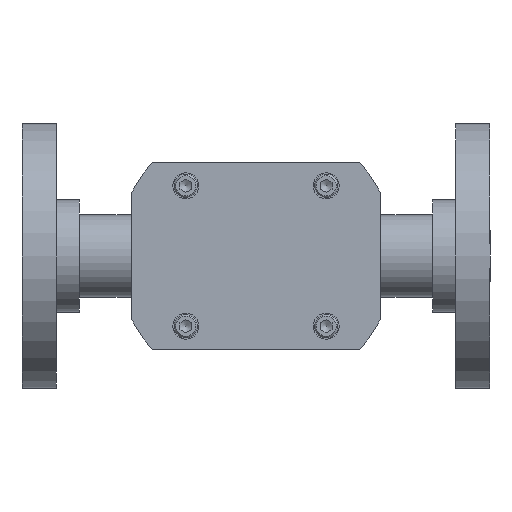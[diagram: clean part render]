
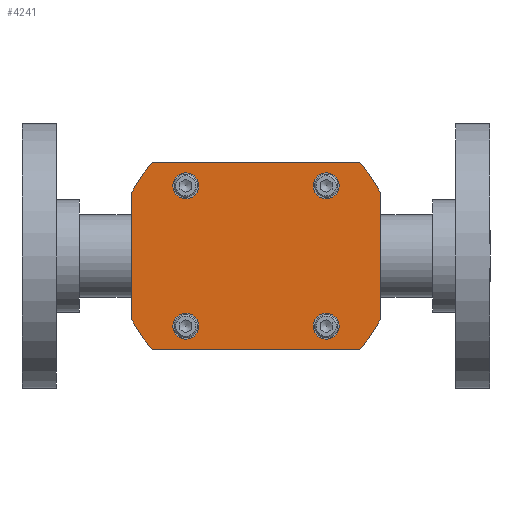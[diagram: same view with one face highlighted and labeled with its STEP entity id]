
A CAD part, front view. The second image highlights one B-rep face of the part: STEP entity #4241.
In plain terms, the highlighted planar face has unit normal (0, -1, 0).
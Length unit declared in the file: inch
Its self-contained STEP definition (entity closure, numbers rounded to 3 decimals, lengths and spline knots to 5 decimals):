
#3759=CARTESIAN_POINT('',(-2.0,0.,-1.00431));
#3760=VERTEX_POINT('',#3759);
#3767=CARTESIAN_POINT('',(-2.0,0.,1.00431));
#3768=VERTEX_POINT('',#3767);
#3769=CARTESIAN_POINT('',(-2.0,0.,1.00431));
#3770=DIRECTION('',(0.0,0.0,-1.0));
#3771=VECTOR('',#3770,2.00863);
#3772=LINE('',#3769,#3771);
#3773=EDGE_CURVE('',#3768,#3760,#3772,.T.);
#3829=CARTESIAN_POINT('',(2.0,0.,1.00431));
#3830=VERTEX_POINT('',#3829);
#3837=CARTESIAN_POINT('',(2.0,0.,-1.00431));
#3838=VERTEX_POINT('',#3837);
#3839=CARTESIAN_POINT('',(2.0,0.,-1.00431));
#3840=DIRECTION('',(0.0,0.0,1.0));
#3841=VECTOR('',#3840,2.00863);
#3842=LINE('',#3839,#3841);
#3843=EDGE_CURVE('',#3838,#3830,#3842,.T.);
#3883=CARTESIAN_POINT('',(-1.125,0.,0.9175));
#3884=VERTEX_POINT('',#3883);
#3885=CARTESIAN_POINT('',(-1.125,0.,1.125));
#3886=DIRECTION('',(0.0,1.0,0.0));
#3887=DIRECTION('',(0.0,0.0,-1.0));
#3888=AXIS2_PLACEMENT_3D('',#3885,#3886,#3887);
#3889=CIRCLE('',#3888,0.2075);
#3890=EDGE_CURVE('',#3884,#3884,#3889,.T.);
#3924=CARTESIAN_POINT('',(-0.9175,0.,-1.125));
#3925=VERTEX_POINT('',#3924);
#3926=CARTESIAN_POINT('',(-1.125,0.,-1.125));
#3927=DIRECTION('',(0.0,1.0,0.0));
#3928=DIRECTION('',(1.0,0.0,0.0));
#3929=AXIS2_PLACEMENT_3D('',#3926,#3927,#3928);
#3930=CIRCLE('',#3929,0.2075);
#3931=EDGE_CURVE('',#3925,#3925,#3930,.T.);
#3973=CARTESIAN_POINT('',(1.125,0.,-0.9175));
#3974=VERTEX_POINT('',#3973);
#3975=CARTESIAN_POINT('',(1.125,0.,-1.125));
#3976=DIRECTION('',(0.0,1.0,0.0));
#3977=DIRECTION('',(0.0,0.0,1.0));
#3978=AXIS2_PLACEMENT_3D('',#3975,#3976,#3977);
#3979=CIRCLE('',#3978,0.2075);
#3980=EDGE_CURVE('',#3974,#3974,#3979,.T.);
#4022=CARTESIAN_POINT('',(0.9175,0.,1.125));
#4023=VERTEX_POINT('',#4022);
#4024=CARTESIAN_POINT('',(1.125,0.,1.125));
#4025=DIRECTION('',(0.0,1.0,0.0));
#4026=DIRECTION('',(-1.0,0.0,0.0));
#4027=AXIS2_PLACEMENT_3D('',#4024,#4025,#4026);
#4028=CIRCLE('',#4027,0.2075);
#4029=EDGE_CURVE('',#4023,#4023,#4028,.T.);
#4051=CARTESIAN_POINT('',(1.66092,0.,1.5));
#4052=VERTEX_POINT('',#4051);
#4059=CARTESIAN_POINT('',(0.0,0.0,0.0));
#4060=DIRECTION('',(0.,-1.0,0.));
#4061=DIRECTION('',(-0.742,0.,-0.67));
#4062=AXIS2_PLACEMENT_3D('',#4059,#4060,#4061);
#4063=CIRCLE('',#4062,2.238);
#4064=EDGE_CURVE('',#3830,#4052,#4063,.T.);
#4090=CARTESIAN_POINT('',(-1.66092,0.,1.5));
#4091=VERTEX_POINT('',#4090);
#4098=CARTESIAN_POINT('',(1.66092,0.,1.5));
#4099=DIRECTION('',(-1.0,0.0,0.0));
#4100=VECTOR('',#4099,3.32183);
#4101=LINE('',#4098,#4100);
#4102=EDGE_CURVE('',#4052,#4091,#4101,.T.);
#4115=CARTESIAN_POINT('',(0.0,0.0,0.0));
#4116=DIRECTION('',(0.,-1.,0.));
#4117=DIRECTION('',(0.894,0.,-0.449));
#4118=AXIS2_PLACEMENT_3D('',#4115,#4116,#4117);
#4119=CIRCLE('',#4118,2.238);
#4120=EDGE_CURVE('',#4091,#3768,#4119,.T.);
#4132=CARTESIAN_POINT('',(-1.66092,0.,-1.5));
#4133=VERTEX_POINT('',#4132);
#4140=CARTESIAN_POINT('',(0.0,0.0,0.0));
#4141=DIRECTION('',(0.,-1.0,0.));
#4142=DIRECTION('',(0.742,0.,0.67));
#4143=AXIS2_PLACEMENT_3D('',#4140,#4141,#4142);
#4144=CIRCLE('',#4143,2.238);
#4145=EDGE_CURVE('',#3760,#4133,#4144,.T.);
#4166=CARTESIAN_POINT('',(1.66092,0.,-1.5));
#4167=VERTEX_POINT('',#4166);
#4174=CARTESIAN_POINT('',(-1.66092,0.,-1.5));
#4175=DIRECTION('',(1.0,0.0,0.0));
#4176=VECTOR('',#4175,3.32183);
#4177=LINE('',#4174,#4176);
#4178=EDGE_CURVE('',#4133,#4167,#4177,.T.);
#4191=CARTESIAN_POINT('',(0.0,0.0,0.0));
#4192=DIRECTION('',(0.,-1.,0.));
#4193=DIRECTION('',(-0.894,0.,0.449));
#4194=AXIS2_PLACEMENT_3D('',#4191,#4192,#4193);
#4195=CIRCLE('',#4194,2.238);
#4196=EDGE_CURVE('',#4167,#3838,#4195,.T.);
#4214=CARTESIAN_POINT('',(0.,0.,0.));
#4215=DIRECTION('',(0.0,1.0,0.0));
#4216=DIRECTION('',(0.0,0.0,-1.0));
#4217=AXIS2_PLACEMENT_3D('',#4214,#4215,#4216);
#4218=PLANE('',#4217);
#4219=ORIENTED_EDGE('',*,*,#3843,.T.);
#4220=ORIENTED_EDGE('',*,*,#4064,.T.);
#4221=ORIENTED_EDGE('',*,*,#4102,.T.);
#4222=ORIENTED_EDGE('',*,*,#4120,.T.);
#4223=ORIENTED_EDGE('',*,*,#3773,.T.);
#4224=ORIENTED_EDGE('',*,*,#4145,.T.);
#4225=ORIENTED_EDGE('',*,*,#4178,.T.);
#4226=ORIENTED_EDGE('',*,*,#4196,.T.);
#4227=EDGE_LOOP('',(#4219,#4220,#4221,#4222,#4223,#4224,#4225,#4226));
#4228=FACE_OUTER_BOUND('',#4227,.T.);
#4229=ORIENTED_EDGE('',*,*,#3890,.T.);
#4230=EDGE_LOOP('',(#4229));
#4231=FACE_BOUND('',#4230,.T.);
#4232=ORIENTED_EDGE('',*,*,#3931,.T.);
#4233=EDGE_LOOP('',(#4232));
#4234=FACE_BOUND('',#4233,.T.);
#4235=ORIENTED_EDGE('',*,*,#3980,.T.);
#4236=EDGE_LOOP('',(#4235));
#4237=FACE_BOUND('',#4236,.T.);
#4238=ORIENTED_EDGE('',*,*,#4029,.T.);
#4239=EDGE_LOOP('',(#4238));
#4240=FACE_BOUND('',#4239,.T.);
#4241=ADVANCED_FACE('',(#4228,#4231,#4234,#4237,#4240),#4218,.F.);
